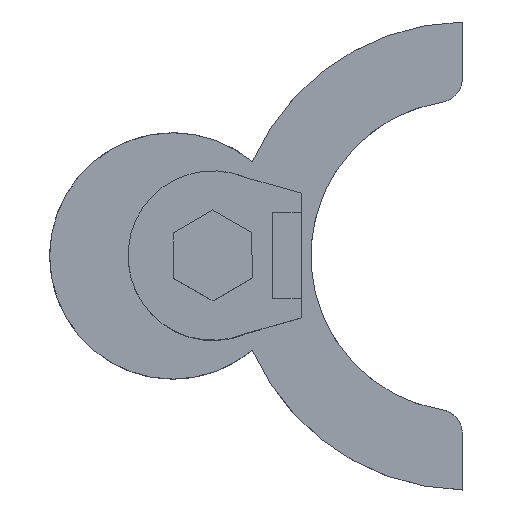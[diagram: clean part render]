
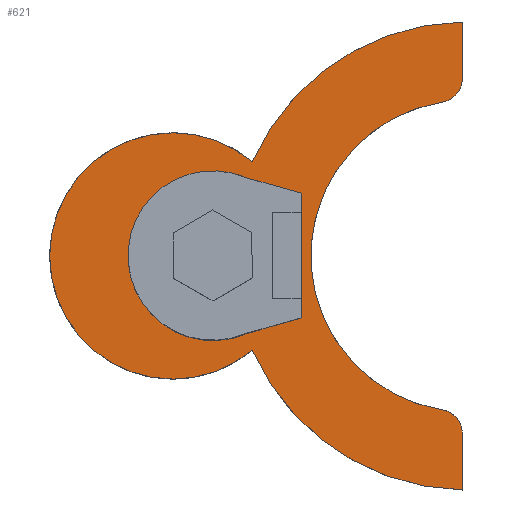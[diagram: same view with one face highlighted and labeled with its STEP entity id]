
A CAD part, top view. The second image highlights one B-rep face of the part: STEP entity #621.
In plain terms, the highlighted planar face has unit normal (0, 0, 1).
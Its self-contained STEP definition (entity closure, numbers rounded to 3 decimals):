
#39=FACE_BOUND('',#96,.T.);
#41=CIRCLE('',#672,48.826);
#42=CIRCLE('',#673,25.7);
#43=CIRCLE('',#674,48.826);
#44=CIRCLE('',#675,5.);
#45=CIRCLE('',#676,32.5);
#46=CIRCLE('',#677,5.);
#47=CIRCLE('',#678,17.675);
#60=FACE_OUTER_BOUND('',#95,.T.);
#95=EDGE_LOOP('',(#470,#471,#472,#473,#474,#475,#476,#477));
#96=EDGE_LOOP('',(#478,#479,#480,#481));
#157=LINE('',#970,#225);
#159=LINE('',#981,#227);
#160=LINE('',#988,#228);
#161=LINE('',#990,#229);
#162=LINE('',#993,#230);
#225=VECTOR('',#778,10.);
#227=VECTOR('',#788,10.);
#228=VECTOR('',#795,10.);
#229=VECTOR('',#796,10.);
#230=VECTOR('',#799,10.);
#285=VERTEX_POINT('',#967);
#286=VERTEX_POINT('',#969);
#287=VERTEX_POINT('',#973);
#288=VERTEX_POINT('',#974);
#289=VERTEX_POINT('',#976);
#290=VERTEX_POINT('',#978);
#291=VERTEX_POINT('',#980);
#292=VERTEX_POINT('',#982);
#293=VERTEX_POINT('',#984);
#294=VERTEX_POINT('',#986);
#295=VERTEX_POINT('',#989);
#296=VERTEX_POINT('',#991);
#355=EDGE_CURVE('',#285,#286,#157,.T.);
#357=EDGE_CURVE('',#287,#288,#41,.T.);
#358=EDGE_CURVE('',#289,#287,#42,.T.);
#359=EDGE_CURVE('',#290,#289,#43,.T.);
#360=EDGE_CURVE('',#291,#290,#159,.T.);
#361=EDGE_CURVE('',#292,#291,#44,.T.);
#362=EDGE_CURVE('',#293,#292,#45,.T.);
#363=EDGE_CURVE('',#294,#293,#46,.T.);
#364=EDGE_CURVE('',#288,#294,#160,.T.);
#365=EDGE_CURVE('',#295,#285,#161,.T.);
#366=EDGE_CURVE('',#296,#295,#47,.T.);
#367=EDGE_CURVE('',#286,#296,#162,.T.);
#470=ORIENTED_EDGE('',*,*,#357,.F.);
#471=ORIENTED_EDGE('',*,*,#358,.F.);
#472=ORIENTED_EDGE('',*,*,#359,.F.);
#473=ORIENTED_EDGE('',*,*,#360,.F.);
#474=ORIENTED_EDGE('',*,*,#361,.F.);
#475=ORIENTED_EDGE('',*,*,#362,.F.);
#476=ORIENTED_EDGE('',*,*,#363,.F.);
#477=ORIENTED_EDGE('',*,*,#364,.F.);
#478=ORIENTED_EDGE('',*,*,#355,.F.);
#479=ORIENTED_EDGE('',*,*,#365,.F.);
#480=ORIENTED_EDGE('',*,*,#366,.F.);
#481=ORIENTED_EDGE('',*,*,#367,.F.);
#596=PLANE('',#671);
#621=ADVANCED_FACE('',(#60,#39),#596,.F.);
#671=AXIS2_PLACEMENT_3D('',#972,#780,#781);
#672=AXIS2_PLACEMENT_3D('',#975,#782,#783);
#673=AXIS2_PLACEMENT_3D('',#977,#784,#785);
#674=AXIS2_PLACEMENT_3D('',#979,#786,#787);
#675=AXIS2_PLACEMENT_3D('',#983,#789,#790);
#676=AXIS2_PLACEMENT_3D('',#985,#791,#792);
#677=AXIS2_PLACEMENT_3D('',#987,#793,#794);
#678=AXIS2_PLACEMENT_3D('',#992,#797,#798);
#778=DIRECTION('',(0.,1.,0.));
#780=DIRECTION('center_axis',(0.,0.,-1.));
#781=DIRECTION('ref_axis',(-1.,0.,0.));
#782=DIRECTION('center_axis',(0.,0.,-1.));
#783=DIRECTION('ref_axis',(1.,0.,0.));
#784=DIRECTION('center_axis',(0.,0.,-1.));
#785=DIRECTION('ref_axis',(1.,0.,0.));
#786=DIRECTION('center_axis',(0.,0.,-1.));
#787=DIRECTION('ref_axis',(1.,0.,0.));
#788=DIRECTION('',(0.,-1.,0.));
#789=DIRECTION('center_axis',(0.,0.,-1.));
#790=DIRECTION('ref_axis',(0.761,0.649,0.));
#791=DIRECTION('center_axis',(0.,0.,1.));
#792=DIRECTION('ref_axis',(1.,0.,0.));
#793=DIRECTION('center_axis',(0.,0.,-1.));
#794=DIRECTION('ref_axis',(0.761,-0.649,0.));
#795=DIRECTION('',(0.,-1.,0.));
#796=DIRECTION('',(0.962,0.272,0.));
#797=DIRECTION('center_axis',(0.,0.,1.));
#798=DIRECTION('ref_axis',(1.,0.,0.));
#799=DIRECTION('',(-0.962,0.272,0.));
#967=CARTESIAN_POINT('',(-42.,19.6,-65.521));
#969=CARTESIAN_POINT('',(-42.,50.4,-65.521));
#970=CARTESIAN_POINT('',(-42.,0.,-65.521));
#972=CARTESIAN_POINT('Origin',(-33.,0.,-65.521));
#973=CARTESIAN_POINT('',(-43.704,54.636,-65.521));
#974=CARTESIAN_POINT('',(0.1,83.818,-65.521));
#975=CARTESIAN_POINT('Origin',(1.,35.,-65.521));
#976=CARTESIAN_POINT('',(-43.704,15.364,-65.521));
#977=CARTESIAN_POINT('Origin',(-60.286,35.,-65.521));
#978=CARTESIAN_POINT('',(0.1,-13.818,-65.521));
#979=CARTESIAN_POINT('Origin',(1.,35.,-65.521));
#980=CARTESIAN_POINT('',(0.1,-2.033,-65.521));
#981=CARTESIAN_POINT('',(0.1,-6.909,-65.521));
#982=CARTESIAN_POINT('',(-4.114,2.905,-65.521));
#983=CARTESIAN_POINT('Origin',(-4.9,-2.033,-65.521));
#984=CARTESIAN_POINT('',(-4.114,67.095,-65.521));
#985=CARTESIAN_POINT('Origin',(1.,35.,-65.521));
#986=CARTESIAN_POINT('',(0.1,72.033,-65.521));
#987=CARTESIAN_POINT('Origin',(-4.9,72.033,-65.521));
#988=CARTESIAN_POINT('',(0.1,33.744,-65.521));
#989=CARTESIAN_POINT('',(-45.052,18.738,-65.521));
#990=CARTESIAN_POINT('',(-36.173,21.245,-65.521));
#991=CARTESIAN_POINT('',(-45.052,51.262,-65.521));
#992=CARTESIAN_POINT('Origin',(-51.977,35.,-65.521));
#993=CARTESIAN_POINT('',(-41.949,50.386,-65.521));
